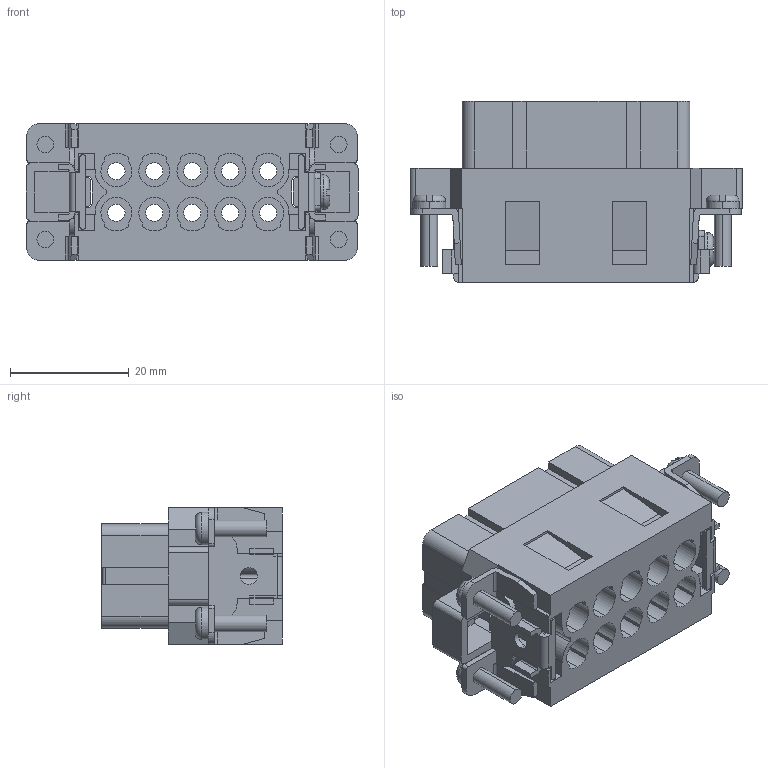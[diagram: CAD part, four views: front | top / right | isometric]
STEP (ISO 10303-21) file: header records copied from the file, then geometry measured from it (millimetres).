
FILE_DESCRIPTION (( 'STEP AP214' ), '1' );
FILE_NAME ('ZP-MC10A-1-FC010.step', '2015-08-12T18:20:57', ( '' ), ( '' ), 'SwSTEP 2.0', 'SolidWorks 2014', '' );
FILE_SCHEMA (( 'AUTOMOTIVE_DESIGN' ));
Length unit declared in the file: millimetre
Products named in the file (1): ZP-MC10A-1-FC010
Bounding box: 56 x 30.5 x 23 mm (x, y, z)
Volume: 19286.6 mm3; surface area: 14673.9 mm2
Topology: 7 solids, 7 shells, 627 faces, 1737 edges, 1150 vertices
Faces by surface type: plane 409, cylinder 208, torus 10
Entity records: 26965 total; most frequent: CARTESIAN_POINT 3840, ORIENTED_EDGE 3474, DIRECTION 3397, EDGE_CURVE 1737, LINE 1229, VECTOR 1229, VERTEX_POINT 1150, AXIS2_PLACEMENT_3D 1084
